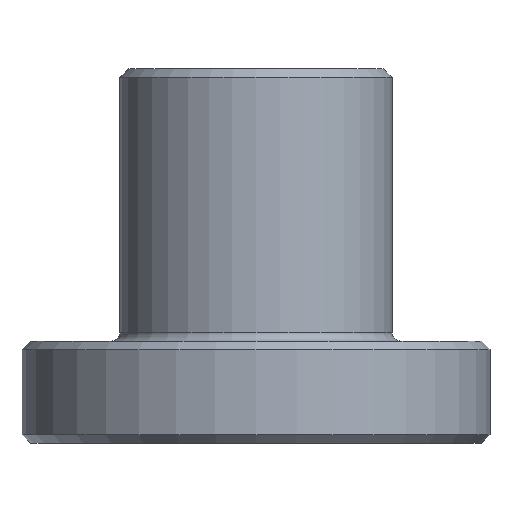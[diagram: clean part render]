
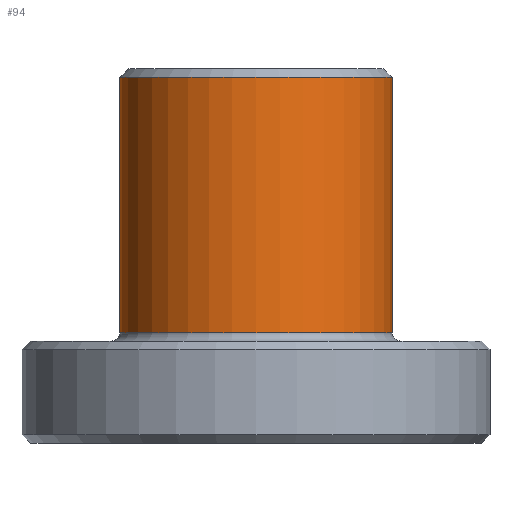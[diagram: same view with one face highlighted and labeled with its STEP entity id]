
A CAD part, front view. The second image highlights one B-rep face of the part: STEP entity #94.
In plain terms, the highlighted cylindrical face has radius 16 mm (diameter 32 mm), a partial arc.
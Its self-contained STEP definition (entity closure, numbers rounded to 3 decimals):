
#17 = FACE_OUTER_BOUND ( 'NONE', #389, .T. ) ;
#33 = CARTESIAN_POINT ( 'NONE',  ( 16., 0., 43. ) ) ;
#35 = DIRECTION ( 'NONE',  ( 0., 0., -1. ) ) ;
#37 = AXIS2_PLACEMENT_3D ( 'NONE', #825, #528, #452 ) ;
#54 = CARTESIAN_POINT ( 'NONE',  ( 16., 0., 13. ) ) ;
#59 = VERTEX_POINT ( 'NONE', #54 ) ;
#93 = CARTESIAN_POINT ( 'NONE',  ( 16., 0., -45.177 ) ) ;
#94 = ADVANCED_FACE ( 'NONE', ( #17 ), #411, .T. ) ;
#95 = DIRECTION ( 'NONE',  ( 0., 0., -1. ) ) ;
#98 = AXIS2_PLACEMENT_3D ( 'NONE', #616, #934, #229 ) ;
#100 = EDGE_CURVE ( 'NONE', #617, #59, #809, .T. ) ;
#168 = VERTEX_POINT ( 'NONE', #672 ) ;
#179 = CARTESIAN_POINT ( 'NONE',  ( 0., 0., -45.177 ) ) ;
#229 = DIRECTION ( 'NONE',  ( 1., 0., 0. ) ) ;
#261 = CARTESIAN_POINT ( 'NONE',  ( -16., 0., -45.177 ) ) ;
#389 = EDGE_LOOP ( 'NONE', ( #729, #462, #846, #643 ) ) ;
#411 = CYLINDRICAL_SURFACE ( 'NONE', #975, 16. ) ;
#412 = LINE ( 'NONE', #261, #937 ) ;
#424 = CIRCLE ( 'NONE', #98, 16. ) ;
#452 = DIRECTION ( 'NONE',  ( 1., 0., 0. ) ) ;
#462 = ORIENTED_EDGE ( 'NONE', *, *, #943, .T. ) ;
#528 = DIRECTION ( 'NONE',  ( 0., 0., -1. ) ) ;
#579 = DIRECTION ( 'NONE',  ( -1., 0., 0. ) ) ;
#616 = CARTESIAN_POINT ( 'NONE',  ( 0., 0., 13. ) ) ;
#617 = VERTEX_POINT ( 'NONE', #33 ) ;
#643 = ORIENTED_EDGE ( 'NONE', *, *, #723, .T. ) ;
#672 = CARTESIAN_POINT ( 'NONE',  ( -16., 0., 43. ) ) ;
#723 = EDGE_CURVE ( 'NONE', #818, #59, #424, .T. ) ;
#726 = DIRECTION ( 'NONE',  ( 0., 0., -1. ) ) ;
#729 = ORIENTED_EDGE ( 'NONE', *, *, #100, .F. ) ;
#756 = EDGE_CURVE ( 'NONE', #168, #818, #412, .T. ) ;
#761 = VECTOR ( 'NONE', #726, 1000. ) ;
#809 = LINE ( 'NONE', #93, #761 ) ;
#818 = VERTEX_POINT ( 'NONE', #976 ) ;
#825 = CARTESIAN_POINT ( 'NONE',  ( 0., 0., 43. ) ) ;
#846 = ORIENTED_EDGE ( 'NONE', *, *, #756, .T. ) ;
#934 = DIRECTION ( 'NONE',  ( 0., 0., 1. ) ) ;
#937 = VECTOR ( 'NONE', #95, 1000. ) ;
#943 = EDGE_CURVE ( 'NONE', #617, #168, #995, .T. ) ;
#975 = AXIS2_PLACEMENT_3D ( 'NONE', #179, #35, #579 ) ;
#976 = CARTESIAN_POINT ( 'NONE',  ( -16., 0., 13. ) ) ;
#995 = CIRCLE ( 'NONE', #37, 16. ) ;
